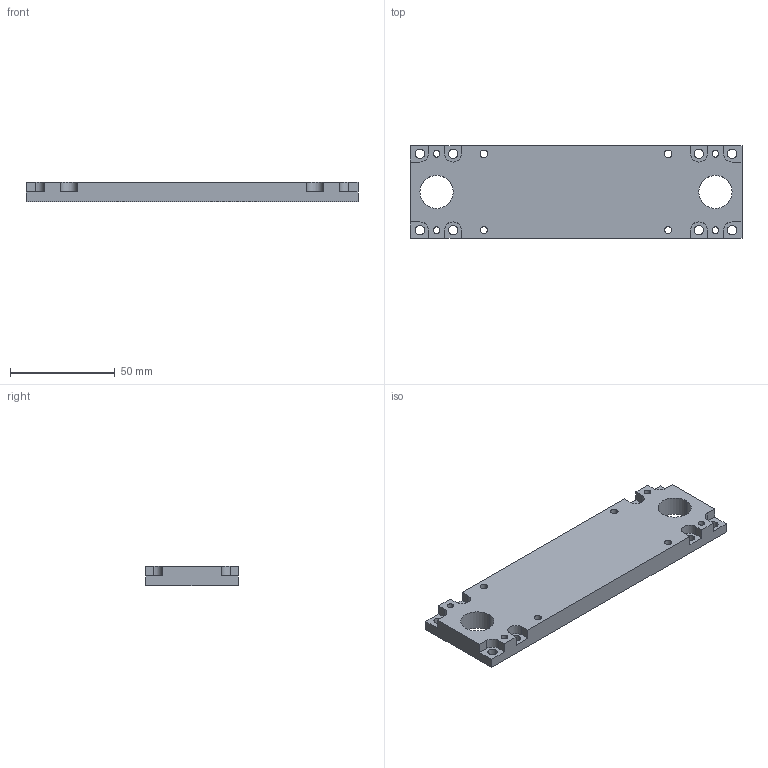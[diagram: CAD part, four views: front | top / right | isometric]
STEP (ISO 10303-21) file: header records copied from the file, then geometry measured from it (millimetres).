
FILE_DESCRIPTION(('produced by SPATIAL CORP'),'2;1');
FILE_NAME( 'rear_plate_36.prt.hh.sat.stp','2002-04-19T11:21:50+00:00',( 'SPATIAL CORP'),('SPATIAL CORP'),'ACIS STEP Husk', 'http://www.spatial.com','SPATIAL CORP');
FILE_SCHEMA(('CONFIG_CONTROL_DESIGN'));
Length unit declared in the file: millimetre
Products named in the file (1): PRODUCT_ID_1
Bounding box: 158.75 x 44.45 x 9.53 mm (x, y, z)
Volume: 59710.5 mm3; surface area: 19347.5 mm2
Topology: 1 solids, 1 shells, 80 faces, 228 edges, 152 vertices
Faces by surface type: cylinder 48, plane 32
Entity records: 2805 total; most frequent: DIRECTION 484, CARTESIAN_POINT 460, ORIENTED_EDGE 456, EDGE_CURVE 228, AXIS2_PLACEMENT_3D 176, VERTEX_POINT 152, VECTOR 132, LINE 132
